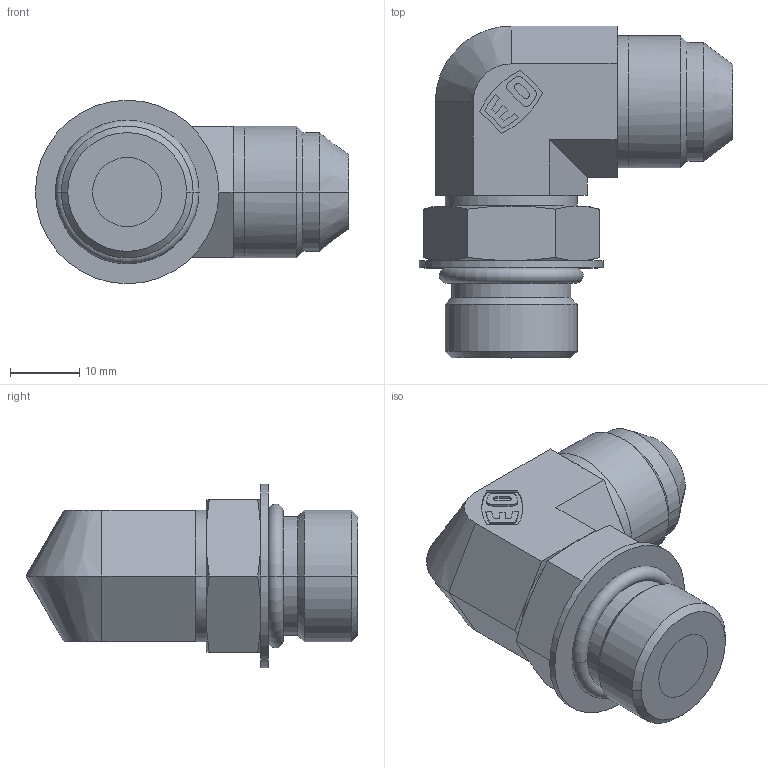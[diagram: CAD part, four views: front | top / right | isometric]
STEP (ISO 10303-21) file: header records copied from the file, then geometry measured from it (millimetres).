
FILE_DESCRIPTION((''),'2;1');
FILE_NAME('ILC30161588','2025-09-05T09:18:52',('BCoats'),(''),'CREO PARAMETRIC BY PTC INC, 2021164','CREO PARAMETRIC BY PTC INC, 2021164','');
FILE_SCHEMA(('AUTOMOTIVE_DESIGN { 1 0 10303 214 1 1 1 1 }'));
Length unit declared in the file: inch
Products named in the file (1): ILC30161588
Bounding box: 45.27 x 47.97 x 26.54 mm (x, y, z)
Volume: 15380.5 mm3; surface area: 10153.1 mm2
Topology: 1 solids, 6 shells, 159 faces, 360 edges, 220 vertices
Faces by surface type: plane 82, cylinder 45, cone 28, torus 4
Entity records: 6215 total; most frequent: CARTESIAN_POINT 979, DIRECTION 913, ORIENTED_EDGE 716, PRESENTATION_STYLE_ASSIGNMENT 395, STYLED_ITEM 388, CURVE_STYLE 384, EDGE_CURVE 360, AXIS2_PLACEMENT_3D 356
